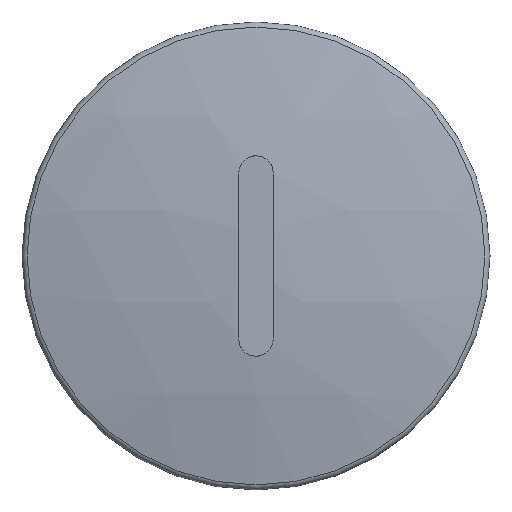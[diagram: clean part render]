
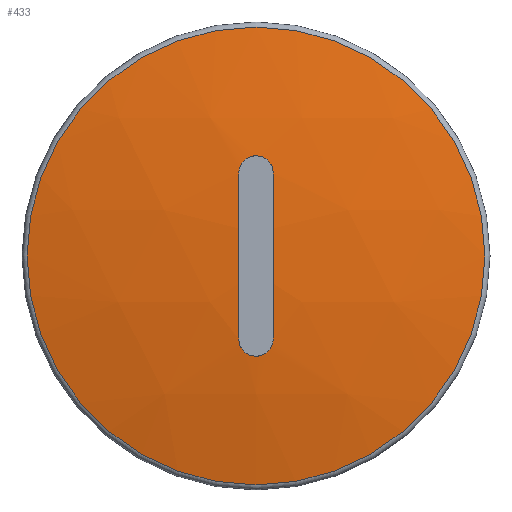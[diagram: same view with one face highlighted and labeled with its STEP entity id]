
A CAD part, left-side view. The second image highlights one B-rep face of the part: STEP entity #433.
In plain terms, the highlighted spherical face has radius 86.215 mm.
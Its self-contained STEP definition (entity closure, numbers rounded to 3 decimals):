
#19=SPHERICAL_SURFACE('',#476,86.215);
#29=FACE_BOUND('',#117,.T.);
#57=CIRCLE('',#475,17.929);
#58=CIRCLE('',#477,86.204);
#59=CIRCLE('',#478,86.204);
#82=FACE_OUTER_BOUND('',#116,.T.);
#116=EDGE_LOOP('',(#342));
#117=EDGE_LOOP('',(#343,#344,#345,#346));
#191=B_SPLINE_CURVE_WITH_KNOTS('',3,(#1873,#1874,#1875,#1876,#1877,#1878,
#1879,#1880,#1881,#1882,#1883,#1884,#1885,#1886,#1887,#1888,#1889,#1890),
 .UNSPECIFIED.,.F.,.F.,(4,2,2,2,2,2,2,2,4),(0.204,0.255,
0.306,0.357,0.407,0.458,
0.509,0.56,0.611),.UNSPECIFIED.);
#192=B_SPLINE_CURVE_WITH_KNOTS('',3,(#1893,#1894,#1895,#1896,#1897,#1898,
#1899,#1900,#1901,#1902,#1903,#1904,#1905,#1906,#1907,#1908,#1909,#1910,
#1911),.UNSPECIFIED.,.F.,.F.,(4,2,2,2,3,2,2,2,4),(-0.204,-0.153,
-0.102,-0.051,0.,0.051,0.102,
0.153,0.204),.UNSPECIFIED.);
#213=VERTEX_POINT('',#1866);
#214=VERTEX_POINT('',#1869);
#215=VERTEX_POINT('',#1870);
#216=VERTEX_POINT('',#1872);
#217=VERTEX_POINT('',#1891);
#262=EDGE_CURVE('',#213,#213,#57,.T.);
#263=EDGE_CURVE('',#214,#215,#58,.T.);
#264=EDGE_CURVE('',#215,#216,#191,.T.);
#265=EDGE_CURVE('',#216,#217,#59,.T.);
#266=EDGE_CURVE('',#217,#214,#192,.T.);
#342=ORIENTED_EDGE('',*,*,#262,.F.);
#343=ORIENTED_EDGE('',*,*,#263,.T.);
#344=ORIENTED_EDGE('',*,*,#264,.T.);
#345=ORIENTED_EDGE('',*,*,#265,.T.);
#346=ORIENTED_EDGE('',*,*,#266,.T.);
#433=ADVANCED_FACE('',(#82,#29),#19,.T.);
#475=AXIS2_PLACEMENT_3D('',#1867,#551,#552);
#476=AXIS2_PLACEMENT_3D('',#1868,#553,#554);
#477=AXIS2_PLACEMENT_3D('',#1871,#555,#556);
#478=AXIS2_PLACEMENT_3D('',#1892,#557,#558);
#551=DIRECTION('center_axis',(1.,0.,0.));
#552=DIRECTION('ref_axis',(0.,-1.,0.));
#553=DIRECTION('center_axis',(0.,0.,1.));
#554=DIRECTION('ref_axis',(1.,0.,0.));
#555=DIRECTION('center_axis',(0.,-1.,0.));
#556=DIRECTION('ref_axis',(0.,0.,1.));
#557=DIRECTION('center_axis',(0.,1.,0.));
#558=DIRECTION('ref_axis',(0.,0.,-1.));
#1866=CARTESIAN_POINT('',(-14.115,17.929,0.));
#1867=CARTESIAN_POINT('Origin',(-14.115,0.,
0.));
#1868=CARTESIAN_POINT('Origin',(70.215,0.,0.));
#1869=CARTESIAN_POINT('',(-15.744,-1.35,6.5));
#1870=CARTESIAN_POINT('',(-15.744,-1.35,-6.5));
#1871=CARTESIAN_POINT('Origin',(70.215,-1.35,0.));
#1872=CARTESIAN_POINT('',(-15.744,1.35,-6.5));
#1873=CARTESIAN_POINT('Ctrl Pts',(-15.744,-1.35,-6.5));
#1874=CARTESIAN_POINT('Ctrl Pts',(-15.731,-1.35,-6.67));
#1875=CARTESIAN_POINT('Ctrl Pts',(-15.718,-1.316,-6.85));
#1876=CARTESIAN_POINT('Ctrl Pts',(-15.692,-1.178,-7.183));
#1877=CARTESIAN_POINT('Ctrl Pts',(-15.681,-1.074,-7.335));
#1878=CARTESIAN_POINT('Ctrl Pts',(-15.663,-0.834,
-7.575));
#1879=CARTESIAN_POINT('Ctrl Pts',(-15.655,-0.683,-7.678));
#1880=CARTESIAN_POINT('Ctrl Pts',(-15.644,-0.35,
-7.816));
#1881=CARTESIAN_POINT('Ctrl Pts',(-15.642,-0.169,
-7.85));
#1882=CARTESIAN_POINT('Ctrl Pts',(-15.642,0.169,-7.85));
#1883=CARTESIAN_POINT('Ctrl Pts',(-15.644,0.35,-7.816));
#1884=CARTESIAN_POINT('Ctrl Pts',(-15.655,0.683,-7.678));
#1885=CARTESIAN_POINT('Ctrl Pts',(-15.663,0.834,-7.575));
#1886=CARTESIAN_POINT('Ctrl Pts',(-15.681,1.074,-7.335));
#1887=CARTESIAN_POINT('Ctrl Pts',(-15.692,1.178,-7.183));
#1888=CARTESIAN_POINT('Ctrl Pts',(-15.718,1.316,-6.85));
#1889=CARTESIAN_POINT('Ctrl Pts',(-15.731,1.35,-6.67));
#1890=CARTESIAN_POINT('Ctrl Pts',(-15.744,1.35,-6.5));
#1891=CARTESIAN_POINT('',(-15.744,1.35,6.5));
#1892=CARTESIAN_POINT('Origin',(70.215,1.35,0.));
#1893=CARTESIAN_POINT('Ctrl Pts',(-15.744,1.35,6.5));
#1894=CARTESIAN_POINT('Ctrl Pts',(-15.731,1.35,6.67));
#1895=CARTESIAN_POINT('Ctrl Pts',(-15.718,1.316,6.85));
#1896=CARTESIAN_POINT('Ctrl Pts',(-15.692,1.178,7.183));
#1897=CARTESIAN_POINT('Ctrl Pts',(-15.681,1.074,7.335));
#1898=CARTESIAN_POINT('Ctrl Pts',(-15.663,0.834,7.575));
#1899=CARTESIAN_POINT('Ctrl Pts',(-15.655,0.683,7.678));
#1900=CARTESIAN_POINT('Ctrl Pts',(-15.644,0.35,7.816));
#1901=CARTESIAN_POINT('Ctrl Pts',(-15.642,0.169,7.85));
#1902=CARTESIAN_POINT('Ctrl Pts',(-15.642,0.,
7.85));
#1903=CARTESIAN_POINT('Ctrl Pts',(-15.642,-0.169,
7.85));
#1904=CARTESIAN_POINT('Ctrl Pts',(-15.644,-0.35,
7.816));
#1905=CARTESIAN_POINT('Ctrl Pts',(-15.655,-0.683,7.678));
#1906=CARTESIAN_POINT('Ctrl Pts',(-15.663,-0.834,
7.575));
#1907=CARTESIAN_POINT('Ctrl Pts',(-15.681,-1.074,7.335));
#1908=CARTESIAN_POINT('Ctrl Pts',(-15.692,-1.178,7.183));
#1909=CARTESIAN_POINT('Ctrl Pts',(-15.718,-1.316,6.85));
#1910=CARTESIAN_POINT('Ctrl Pts',(-15.731,-1.35,6.67));
#1911=CARTESIAN_POINT('Ctrl Pts',(-15.744,-1.35,6.5));
